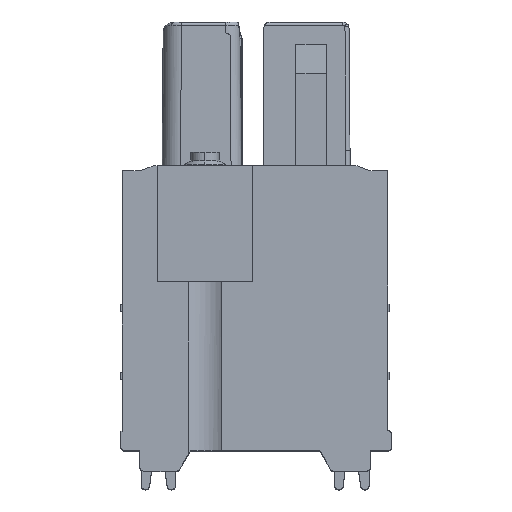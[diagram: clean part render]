
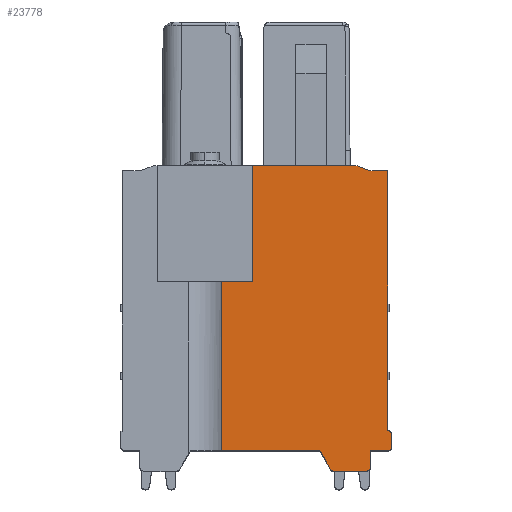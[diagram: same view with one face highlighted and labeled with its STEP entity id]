
A CAD part, top view. The second image highlights one B-rep face of the part: STEP entity #23778.
In plain terms, the highlighted planar face has unit normal (0, 0, 1).
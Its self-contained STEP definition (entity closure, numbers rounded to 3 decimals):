
#6946=DIRECTION('',(0.,-1.,0.));
#6947=VECTOR('',#6946,5.7);
#6948=CARTESIAN_POINT('',(6.4,14.,2.15));
#6949=LINE('',#6948,#6947);
#6958=DIRECTION('',(1.,0.,0.));
#6959=VECTOR('',#6958,1.521);
#6960=CARTESIAN_POINT('',(4.879,8.3,2.15));
#6961=LINE('',#6960,#6959);
#6962=DIRECTION('',(1.,0.,0.));
#6963=VECTOR('',#6962,5.06);
#6964=CARTESIAN_POINT('',(6.4,14.,2.15));
#6965=LINE('',#6964,#6963);
#6966=DIRECTION('',(0.94,-0.342,0.));
#6967=VECTOR('',#6966,0.731);
#6968=CARTESIAN_POINT('',(11.46,14.,2.15));
#6969=LINE('',#6968,#6967);
#6970=DIRECTION('',(1.,0.,0.));
#6971=VECTOR('',#6970,0.873);
#6972=CARTESIAN_POINT('',(12.147,13.75,2.15));
#6973=LINE('',#6972,#6971);
#6974=DIRECTION('',(0.,-1.,0.));
#6975=VECTOR('',#6974,12.749);
#6976=CARTESIAN_POINT('',(13.02,13.75,2.15));
#6977=LINE('',#6976,#6975);
#6978=DIRECTION('',(0.966,-0.259,0.));
#6979=VECTOR('',#6978,0.043);
#6980=CARTESIAN_POINT('',(13.02,1.001,2.15));
#6981=LINE('',#6980,#6979);
#6982=CARTESIAN_POINT('',(13.01,0.797,2.15));
#6983=DIRECTION('',(0.,0.,-1.));
#6984=DIRECTION('',(0.259,0.966,0.));
#6985=AXIS2_PLACEMENT_3D('',#6982,#6983,#6984);
#6987=DIRECTION('',(0.,-1.,0.));
#6988=VECTOR('',#6987,0.597);
#6989=CARTESIAN_POINT('',(13.21,0.797,2.15));
#6990=LINE('',#6989,#6988);
#6991=CARTESIAN_POINT('',(13.01,0.2,2.15));
#6992=DIRECTION('',(0.,0.,-1.));
#6993=DIRECTION('',(1.,0.,0.));
#6994=AXIS2_PLACEMENT_3D('',#6991,#6992,#6993);
#6996=DIRECTION('',(-1.,0.,0.));
#6997=VECTOR('',#6996,0.84);
#6998=CARTESIAN_POINT('',(13.01,0.,2.15));
#6999=LINE('',#6998,#6997);
#7000=DIRECTION('',(0.,-1.,0.));
#7001=VECTOR('',#7000,0.8);
#7002=CARTESIAN_POINT('',(12.17,0.,2.15));
#7003=LINE('',#7002,#7001);
#7004=CARTESIAN_POINT('',(11.97,-0.8,2.15));
#7005=DIRECTION('',(0.,0.,-1.));
#7006=DIRECTION('',(1.,0.,0.));
#7007=AXIS2_PLACEMENT_3D('',#7004,#7005,#7006);
#7009=DIRECTION('',(-1.,0.,0.));
#7010=VECTOR('',#7009,1.585);
#7011=CARTESIAN_POINT('',(11.97,-1.,2.15));
#7012=LINE('',#7011,#7010);
#7013=CARTESIAN_POINT('',(10.385,-0.8,2.15));
#7014=DIRECTION('',(0.,0.,-1.));
#7015=DIRECTION('',(0.,-1.,0.));
#7016=AXIS2_PLACEMENT_3D('',#7013,#7014,#7015);
#7018=DIRECTION('',(-0.5,0.866,0.));
#7019=VECTOR('',#7018,1.039);
#7020=CARTESIAN_POINT('',(10.212,-0.9,2.15));
#7021=LINE('',#7020,#7019);
#7022=DIRECTION('',(-1.,0.,0.));
#7023=VECTOR('',#7022,4.813);
#7024=CARTESIAN_POINT('',(9.693,0.,2.15));
#7025=LINE('',#7024,#7023);
#7030=DIRECTION('',(0.,-1.,0.));
#7031=VECTOR('',#7030,8.3);
#7032=CARTESIAN_POINT('',(4.879,8.3,2.15));
#7033=LINE('',#7032,#7031);
#13037=CARTESIAN_POINT('',(6.4,14.,2.15));
#13038=CARTESIAN_POINT('',(11.46,14.,2.15));
#13039=VERTEX_POINT('',#13037);
#13040=VERTEX_POINT('',#13038);
#13180=CARTESIAN_POINT('',(4.879,8.3,2.15));
#13181=VERTEX_POINT('',#13180);
#13182=CARTESIAN_POINT('',(4.879,0.,2.15));
#13183=VERTEX_POINT('',#13182);
#13194=CARTESIAN_POINT('',(6.4,8.3,2.15));
#13195=VERTEX_POINT('',#13194);
#13196=CARTESIAN_POINT('',(12.147,13.75,2.15));
#13197=VERTEX_POINT('',#13196);
#13198=CARTESIAN_POINT('',(13.02,13.75,2.15));
#13199=VERTEX_POINT('',#13198);
#13200=CARTESIAN_POINT('',(13.02,1.001,2.15));
#13201=VERTEX_POINT('',#13200);
#13202=CARTESIAN_POINT('',(13.062,0.99,2.15));
#13203=VERTEX_POINT('',#13202);
#13204=CARTESIAN_POINT('',(13.21,0.797,2.15));
#13205=VERTEX_POINT('',#13204);
#13206=CARTESIAN_POINT('',(13.21,0.2,2.15));
#13207=VERTEX_POINT('',#13206);
#13208=CARTESIAN_POINT('',(13.01,0.,2.15));
#13209=VERTEX_POINT('',#13208);
#13210=CARTESIAN_POINT('',(12.17,0.,2.15));
#13211=VERTEX_POINT('',#13210);
#13212=CARTESIAN_POINT('',(12.17,-0.8,2.15));
#13213=VERTEX_POINT('',#13212);
#13214=CARTESIAN_POINT('',(11.97,-1.,2.15));
#13215=VERTEX_POINT('',#13214);
#13216=CARTESIAN_POINT('',(10.385,-1.,2.15));
#13217=VERTEX_POINT('',#13216);
#13218=CARTESIAN_POINT('',(10.212,-0.9,2.15));
#13219=VERTEX_POINT('',#13218);
#13220=CARTESIAN_POINT('',(9.693,0.,2.15));
#13221=VERTEX_POINT('',#13220);
#23746=CARTESIAN_POINT('',(9.045,6.5,2.15));
#23747=DIRECTION('',(0.,0.,1.));
#23748=DIRECTION('',(1.,0.,0.));
#23749=AXIS2_PLACEMENT_3D('',#23746,#23747,#23748);
#23750=PLANE('',#23749);
#23752=ORIENTED_EDGE('',*,*,#23751,.F.);
#23754=ORIENTED_EDGE('',*,*,#23753,.T.);
#23755=ORIENTED_EDGE('',*,*,#23737,.F.);
#23756=ORIENTED_EDGE('',*,*,#14945,.T.);
#23757=ORIENTED_EDGE('',*,*,#19213,.T.);
#23758=ORIENTED_EDGE('',*,*,#19240,.T.);
#23759=ORIENTED_EDGE('',*,*,#19356,.T.);
#23760=ORIENTED_EDGE('',*,*,#20027,.T.);
#23761=ORIENTED_EDGE('',*,*,#20042,.T.);
#23762=ORIENTED_EDGE('',*,*,#20057,.T.);
#23763=ORIENTED_EDGE('',*,*,#20072,.T.);
#23764=ORIENTED_EDGE('',*,*,#20091,.T.);
#23766=ORIENTED_EDGE('',*,*,#23765,.T.);
#23768=ORIENTED_EDGE('',*,*,#23767,.T.);
#23770=ORIENTED_EDGE('',*,*,#23769,.T.);
#23772=ORIENTED_EDGE('',*,*,#23771,.T.);
#23774=ORIENTED_EDGE('',*,*,#23773,.T.);
#23775=ORIENTED_EDGE('',*,*,#20283,.T.);
#23776=EDGE_LOOP('',(#23752,#23754,#23755,#23756,#23757,#23758,#23759,#23760,
#23761,#23762,#23763,#23764,#23766,#23768,#23770,#23772,#23774,#23775));
#23777=FACE_OUTER_BOUND('',#23776,.F.);
#23778=ADVANCED_FACE('',(#23777),#23750,.T.);
#6986=CIRCLE('',#6985,0.2);
#6995=CIRCLE('',#6994,0.2);
#7008=CIRCLE('',#7007,0.2);
#7017=CIRCLE('',#7016,0.2);
#14945=EDGE_CURVE('',#13039,#13040,#6965,.T.);
#19213=EDGE_CURVE('',#13040,#13197,#6969,.T.);
#19240=EDGE_CURVE('',#13197,#13199,#6973,.T.);
#19356=EDGE_CURVE('',#13199,#13201,#6977,.T.);
#20027=EDGE_CURVE('',#13201,#13203,#6981,.T.);
#20042=EDGE_CURVE('',#13203,#13205,#6986,.T.);
#20057=EDGE_CURVE('',#13205,#13207,#6990,.T.);
#20072=EDGE_CURVE('',#13207,#13209,#6995,.T.);
#20091=EDGE_CURVE('',#13209,#13211,#6999,.T.);
#20283=EDGE_CURVE('',#13221,#13183,#7025,.T.);
#23737=EDGE_CURVE('',#13039,#13195,#6949,.T.);
#23751=EDGE_CURVE('',#13181,#13183,#7033,.T.);
#23753=EDGE_CURVE('',#13181,#13195,#6961,.T.);
#23765=EDGE_CURVE('',#13211,#13213,#7003,.T.);
#23767=EDGE_CURVE('',#13213,#13215,#7008,.T.);
#23769=EDGE_CURVE('',#13215,#13217,#7012,.T.);
#23771=EDGE_CURVE('',#13217,#13219,#7017,.T.);
#23773=EDGE_CURVE('',#13219,#13221,#7021,.T.);
